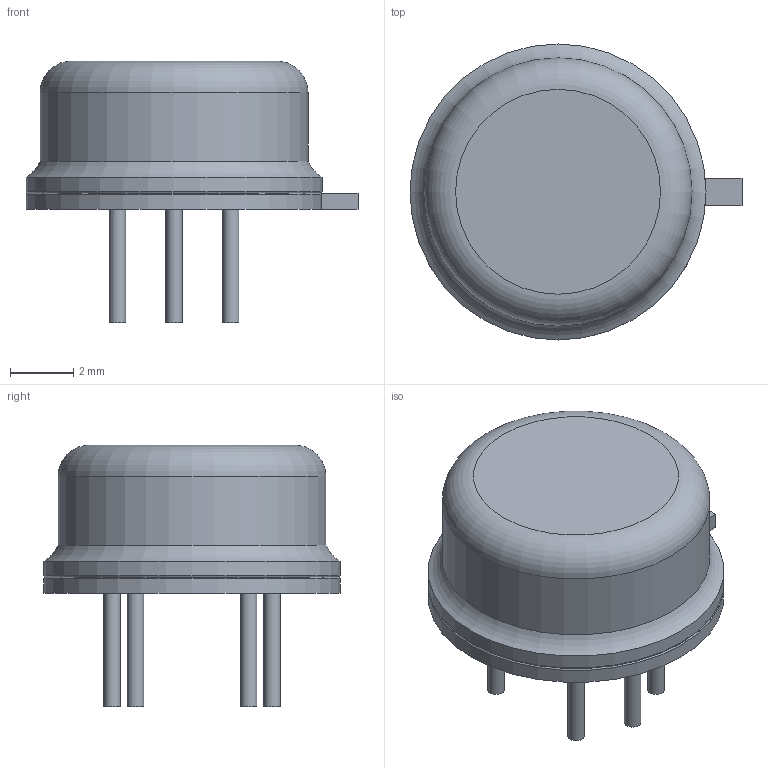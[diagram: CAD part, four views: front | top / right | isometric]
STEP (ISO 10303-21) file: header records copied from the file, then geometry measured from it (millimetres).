
FILE_DESCRIPTION(/* description */ (''),/* implementation_level */ '2;1');
FILE_NAME(/* name */ 'TO-78-6.stp',/* time_stamp */ '2017-03-06T13:20:13+01:00',/* author */ ('bcivel'),/* organization */ (''),/* preprocessor_version */ 'ST-DEVELOPER v16.1',/* originating_system */ 'AutoCAD Mechanical',/* authorisation */ '');
FILE_SCHEMA (('AUTOMOTIVE_DESIGN { 1 0 10303 214 3 1 1 }'));
Length unit declared in the file: millimetre
Products named in the file (1): Product
Bounding box: 10.53 x 9.39 x 8.3 mm (x, y, z)
Volume: 281.7 mm3; surface area: 680 mm2
Topology: 11 solids, 11 shells, 39 faces, 49 edges, 32 vertices
Faces by surface type: plane 25, cylinder 10, torus 4
Full cylindrical faces by diameter (mm): 0.53 x6, 8.5 x1, 9.39 x2
Entity records: 747 total; most frequent: DIRECTION 140, CARTESIAN_POINT 106, ORIENTED_EDGE 70, AXIS2_PLACEMENT_3D 65, EDGE_LOOP 52, FACE_OUTER_BOUND 39, ADVANCED_FACE 39, EDGE_CURVE 35
